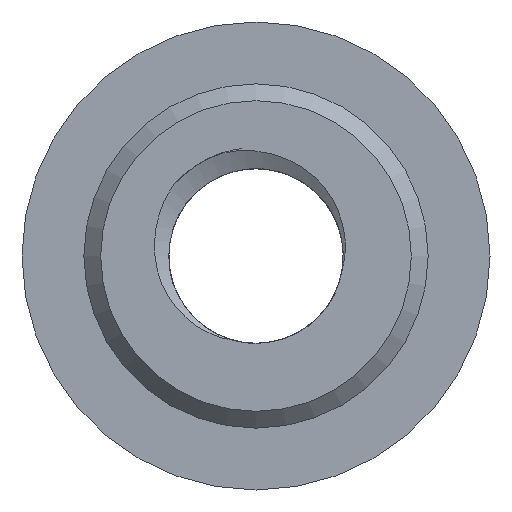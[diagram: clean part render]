
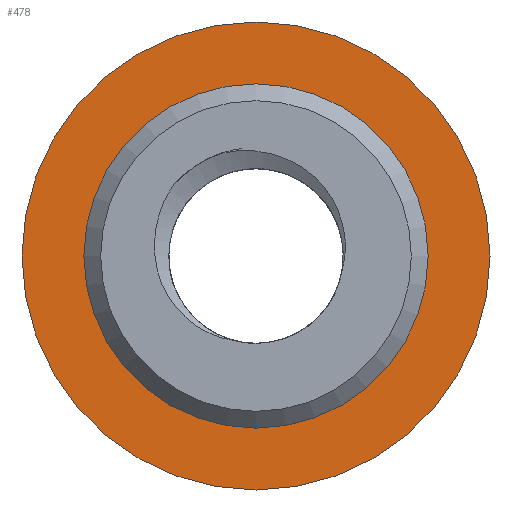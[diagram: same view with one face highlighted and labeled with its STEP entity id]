
A CAD part, front view. The second image highlights one B-rep face of the part: STEP entity #478.
In plain terms, the highlighted planar face has unit normal (0, -1, 0).
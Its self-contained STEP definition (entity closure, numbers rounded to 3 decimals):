
#23=FACE_BOUND('',#85,.T.);
#26=PLANE('',#529);
#55=FACE_OUTER_BOUND('',#84,.T.);
#84=EDGE_LOOP('',(#430));
#85=EDGE_LOOP('',(#431));
#132=CIRCLE('',#520,2.78);
#135=CIRCLE('',#525,2.045);
#218=VERTEX_POINT('',#1332);
#221=VERTEX_POINT('',#1342);
#280=EDGE_CURVE('',#218,#218,#132,.T.);
#284=EDGE_CURVE('',#221,#221,#135,.T.);
#430=ORIENTED_EDGE('',*,*,#280,.F.);
#431=ORIENTED_EDGE('',*,*,#284,.T.);
#478=ADVANCED_FACE('',(#55,#23),#26,.F.);
#520=AXIS2_PLACEMENT_3D('',#1334,#605,#606);
#525=AXIS2_PLACEMENT_3D('',#1343,#616,#617);
#529=AXIS2_PLACEMENT_3D('',#2014,#625,#626);
#605=DIRECTION('center_axis',(0.,1.,0.));
#606=DIRECTION('ref_axis',(-1.,0.,0.));
#616=DIRECTION('center_axis',(0.,1.,0.));
#617=DIRECTION('ref_axis',(1.,0.,0.));
#625=DIRECTION('center_axis',(0.,1.,0.));
#626=DIRECTION('ref_axis',(-1.,0.,0.));
#1332=CARTESIAN_POINT('',(2.78,1.53,0.));
#1334=CARTESIAN_POINT('Origin',(0.,1.53,0.));
#1342=CARTESIAN_POINT('',(-2.045,1.53,0.));
#1343=CARTESIAN_POINT('Origin',(0.,1.53,0.));
#2014=CARTESIAN_POINT('Origin',(0.,1.53,0.));
